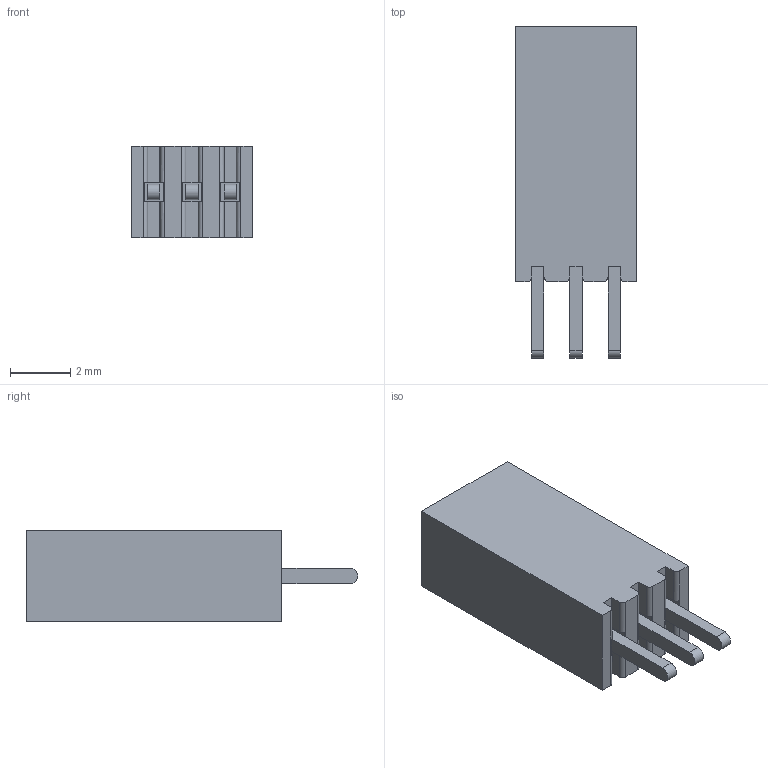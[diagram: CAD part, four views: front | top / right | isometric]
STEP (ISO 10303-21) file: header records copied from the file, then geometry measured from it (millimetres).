
FILE_DESCRIPTION( ( 'STEP AP203' ), '1' );
FILE_NAME( 'SMS-103-01-G-S.stp', '2020-07-16T18:57:33', ( 'License CC BY-ND 4.0' ), ( 'CADENAS' ), ' ', 'PARTsolutions', ' ' );
FILE_SCHEMA( ( 'CONFIG_CONTROL_DESIGN' ) );
Length unit declared in the file: inch
Products named in the file (3): SMS-103-01-G-S; _SMS-103-01-S_socket; _C-16-01-03-S
Assembly tree (2 placements, depth 2):
  SMS-103-01-G-S
    _SMS-103-01-S_socket
    _C-16-01-03-S
Bounding box: 4.04 x 11.05 x 3.05 mm (x, y, z)
Volume: 100.8 mm3; surface area: 301.5 mm2
Topology: 2 solids, 2 shells, 108 faces, 300 edges, 196 vertices
Faces by surface type: plane 99, cylinder 9
Entity records: 3518 total; most frequent: CARTESIAN_POINT 607, ORIENTED_EDGE 600, DIRECTION 552, EDGE_CURVE 300, LINE 270, VECTOR 270, VERTEX_POINT 196, AXIS2_PLACEMENT_3D 141
